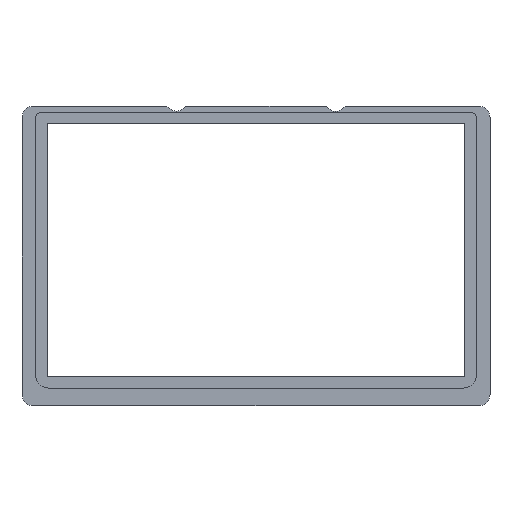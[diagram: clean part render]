
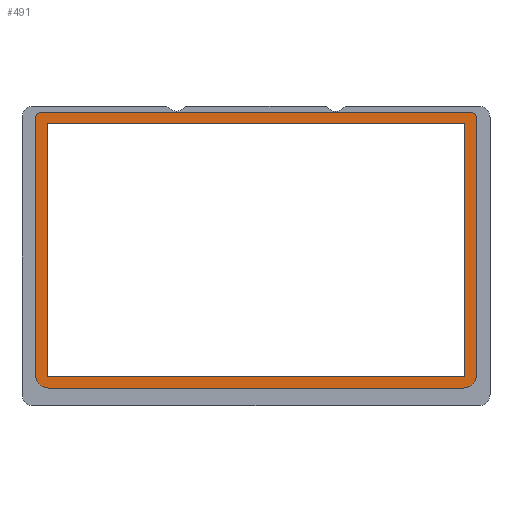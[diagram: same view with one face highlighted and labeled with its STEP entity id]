
A CAD part, top view. The second image highlights one B-rep face of the part: STEP entity #491.
In plain terms, the highlighted planar face has unit normal (0, 0, 1).
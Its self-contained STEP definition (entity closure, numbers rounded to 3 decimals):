
#1 = LINE ( 'NONE', #73, #823 ) ;
#7 = VERTEX_POINT ( 'NONE', #715 ) ;
#17 = CARTESIAN_POINT ( 'NONE',  ( 53.7, 13.9, 19.9 ) ) ;
#27 = DIRECTION ( 'NONE',  ( 0., 0., 1. ) ) ;
#33 = LINE ( 'NONE', #240, #835 ) ;
#37 = CARTESIAN_POINT ( 'NONE',  ( -53.7, 13.9, 19.9 ) ) ;
#44 = DIRECTION ( 'NONE',  ( 1., 0., 0. ) ) ;
#56 = VERTEX_POINT ( 'NONE', #670 ) ;
#60 = LINE ( 'NONE', #417, #435 ) ;
#66 = CARTESIAN_POINT ( 'NONE',  ( 56.75, 80.4, 19.9 ) ) ;
#67 = EDGE_LOOP ( 'NONE', ( #287, #477, #107, #747 ) ) ;
#70 = DIRECTION ( 'NONE',  ( 0., 0., 1. ) ) ;
#73 = CARTESIAN_POINT ( 'NONE',  ( 56.75, 81.9, 19.9 ) ) ;
#76 = CARTESIAN_POINT ( 'NONE',  ( -53.7, 78.9, 19.9 ) ) ;
#86 = CARTESIAN_POINT ( 'NONE',  ( -53.45, 14.2, 19.9 ) ) ;
#87 = VECTOR ( 'NONE', #289, 1000. ) ;
#99 = CARTESIAN_POINT ( 'NONE',  ( 0., 0., 19.9 ) ) ;
#103 = DIRECTION ( 'NONE',  ( -1., 0., 0. ) ) ;
#107 = ORIENTED_EDGE ( 'NONE', *, *, #409, .F. ) ;
#134 = CARTESIAN_POINT ( 'NONE',  ( 53.45, 14.2, 19.9 ) ) ;
#138 = VECTOR ( 'NONE', #103, 1000. ) ;
#142 = AXIS2_PLACEMENT_3D ( 'NONE', #99, #249, #532 ) ;
#144 = VERTEX_POINT ( 'NONE', #819 ) ;
#186 = ORIENTED_EDGE ( 'NONE', *, *, #485, .T. ) ;
#188 = CIRCLE ( 'NONE', #343, 1.5 ) ;
#209 = ORIENTED_EDGE ( 'NONE', *, *, #693, .T. ) ;
#239 = EDGE_CURVE ( 'NONE', #363, #7, #188, .T. ) ;
#240 = CARTESIAN_POINT ( 'NONE',  ( 56.75, 10.9, 19.9 ) ) ;
#241 = CIRCLE ( 'NONE', #569, 3.3 ) ;
#249 = DIRECTION ( 'NONE',  ( 0., 0., 1. ) ) ;
#257 = AXIS2_PLACEMENT_3D ( 'NONE', #665, #383, #456 ) ;
#277 = EDGE_CURVE ( 'NONE', #635, #546, #483, .T. ) ;
#279 = CARTESIAN_POINT ( 'NONE',  ( 56.75, 10.9, 19.9 ) ) ;
#285 = LINE ( 'NONE', #506, #138 ) ;
#286 = DIRECTION ( 'NONE',  ( -1., 0., 0. ) ) ;
#287 = ORIENTED_EDGE ( 'NONE', *, *, #714, .F. ) ;
#289 = DIRECTION ( 'NONE',  ( 1., 0., 0. ) ) ;
#298 = ORIENTED_EDGE ( 'NONE', *, *, #534, .T. ) ;
#302 = ORIENTED_EDGE ( 'NONE', *, *, #239, .T. ) ;
#305 = PLANE ( 'NONE',  #142 ) ;
#316 = VERTEX_POINT ( 'NONE', #66 ) ;
#343 = AXIS2_PLACEMENT_3D ( 'NONE', #631, #911, #44 ) ;
#347 = DIRECTION ( 'NONE',  ( 0., 1., 0. ) ) ;
#348 = EDGE_CURVE ( 'NONE', #447, #626, #581, .T. ) ;
#350 = DIRECTION ( 'NONE',  ( 0., -1., 0. ) ) ;
#354 = EDGE_LOOP ( 'NONE', ( #550, #508, #186, #298, #582, #302, #209, #423 ) ) ;
#363 = VERTEX_POINT ( 'NONE', #493 ) ;
#368 = VERTEX_POINT ( 'NONE', #76 ) ;
#383 = DIRECTION ( 'NONE',  ( 0., 0., 1. ) ) ;
#389 = VERTEX_POINT ( 'NONE', #512 ) ;
#409 = EDGE_CURVE ( 'NONE', #546, #389, #60, .T. ) ;
#417 = CARTESIAN_POINT ( 'NONE',  ( 53.7, 78.9, 19.9 ) ) ;
#423 = ORIENTED_EDGE ( 'NONE', *, *, #573, .T. ) ;
#435 = VECTOR ( 'NONE', #347, 1000. ) ;
#444 = EDGE_CURVE ( 'NONE', #144, #363, #1, .T. ) ;
#447 = VERTEX_POINT ( 'NONE', #855 ) ;
#456 = DIRECTION ( 'NONE',  ( 1., 0., 0. ) ) ;
#471 = CARTESIAN_POINT ( 'NONE',  ( 53.45, 10.9, 19.9 ) ) ;
#477 = ORIENTED_EDGE ( 'NONE', *, *, #901, .F. ) ;
#483 = LINE ( 'NONE', #697, #509 ) ;
#485 = EDGE_CURVE ( 'NONE', #56, #316, #33, .T. ) ;
#490 = CARTESIAN_POINT ( 'NONE',  ( -53.7, 78.9, 19.9 ) ) ;
#491 = ADVANCED_FACE ( 'NONE', ( #604, #592 ), #305, .T. ) ;
#493 = CARTESIAN_POINT ( 'NONE',  ( -55.25, 81.9, 19.9 ) ) ;
#506 = CARTESIAN_POINT ( 'NONE',  ( -53.7, 78.9, 19.9 ) ) ;
#508 = ORIENTED_EDGE ( 'NONE', *, *, #830, .T. ) ;
#509 = VECTOR ( 'NONE', #559, 1000. ) ;
#512 = CARTESIAN_POINT ( 'NONE',  ( 53.7, 78.9, 19.9 ) ) ;
#532 = DIRECTION ( 'NONE',  ( 1., 0., 0. ) ) ;
#534 = EDGE_CURVE ( 'NONE', #316, #144, #543, .T. ) ;
#535 = VERTEX_POINT ( 'NONE', #669 ) ;
#541 = CIRCLE ( 'NONE', #860, 3.3 ) ;
#543 = CIRCLE ( 'NONE', #257, 1.5 ) ;
#544 = LINE ( 'NONE', #490, #643 ) ;
#546 = VERTEX_POINT ( 'NONE', #17 ) ;
#550 = ORIENTED_EDGE ( 'NONE', *, *, #348, .T. ) ;
#559 = DIRECTION ( 'NONE',  ( 1., 0., 0. ) ) ;
#569 = AXIS2_PLACEMENT_3D ( 'NONE', #86, #27, #608 ) ;
#573 = EDGE_CURVE ( 'NONE', #535, #447, #241, .T. ) ;
#581 = LINE ( 'NONE', #279, #87 ) ;
#582 = ORIENTED_EDGE ( 'NONE', *, *, #444, .T. ) ;
#592 = FACE_OUTER_BOUND ( 'NONE', #354, .T. ) ;
#604 = FACE_BOUND ( 'NONE', #67, .T. ) ;
#608 = DIRECTION ( 'NONE',  ( 1., 0., 0. ) ) ;
#626 = VERTEX_POINT ( 'NONE', #471 ) ;
#631 = CARTESIAN_POINT ( 'NONE',  ( -55.25, 80.4, 19.9 ) ) ;
#635 = VERTEX_POINT ( 'NONE', #37 ) ;
#643 = VECTOR ( 'NONE', #825, 1000. ) ;
#650 = DIRECTION ( 'NONE',  ( 1., 0., 0. ) ) ;
#662 = VECTOR ( 'NONE', #350, 1000. ) ;
#665 = CARTESIAN_POINT ( 'NONE',  ( 55.25, 80.4, 19.9 ) ) ;
#669 = CARTESIAN_POINT ( 'NONE',  ( -56.75, 14.2, 19.9 ) ) ;
#670 = CARTESIAN_POINT ( 'NONE',  ( 56.75, 14.2, 19.9 ) ) ;
#693 = EDGE_CURVE ( 'NONE', #7, #535, #777, .T. ) ;
#697 = CARTESIAN_POINT ( 'NONE',  ( -53.7, 13.9, 19.9 ) ) ;
#714 = EDGE_CURVE ( 'NONE', #368, #635, #544, .T. ) ;
#715 = CARTESIAN_POINT ( 'NONE',  ( -56.75, 80.4, 19.9 ) ) ;
#747 = ORIENTED_EDGE ( 'NONE', *, *, #277, .F. ) ;
#755 = CARTESIAN_POINT ( 'NONE',  ( -56.75, 10.9, 19.9 ) ) ;
#777 = LINE ( 'NONE', #755, #662 ) ;
#819 = CARTESIAN_POINT ( 'NONE',  ( 55.25, 81.9, 19.9 ) ) ;
#823 = VECTOR ( 'NONE', #286, 1000. ) ;
#825 = DIRECTION ( 'NONE',  ( 0., -1., 0. ) ) ;
#830 = EDGE_CURVE ( 'NONE', #626, #56, #541, .T. ) ;
#835 = VECTOR ( 'NONE', #889, 1000. ) ;
#855 = CARTESIAN_POINT ( 'NONE',  ( -53.45, 10.9, 19.9 ) ) ;
#860 = AXIS2_PLACEMENT_3D ( 'NONE', #134, #70, #650 ) ;
#889 = DIRECTION ( 'NONE',  ( 0., 1., 0. ) ) ;
#901 = EDGE_CURVE ( 'NONE', #389, #368, #285, .T. ) ;
#911 = DIRECTION ( 'NONE',  ( 0., 0., 1. ) ) ;
